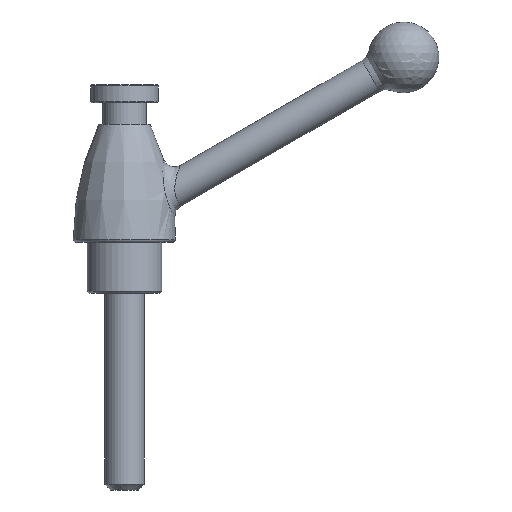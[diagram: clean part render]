
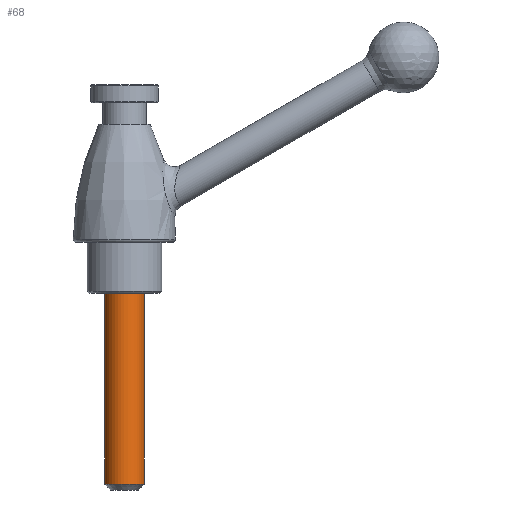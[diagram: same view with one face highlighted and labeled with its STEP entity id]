
A CAD part, front view. The second image highlights one B-rep face of the part: STEP entity #68.
In plain terms, the highlighted cylindrical face has radius 5 mm (diameter 10 mm), a full revolution.
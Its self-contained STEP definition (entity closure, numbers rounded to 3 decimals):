
#68 = ADVANCED_FACE( '', ( #157, #158 ), #159, .T. );
#157 = FACE_OUTER_BOUND( '', #274, .T. );
#158 = FACE_OUTER_BOUND( '', #275, .T. );
#159 = CYLINDRICAL_SURFACE( '', #276, 5. );
#274 = EDGE_LOOP( '', ( #1905 ) );
#275 = EDGE_LOOP( '', ( #1906 ) );
#276 = AXIS2_PLACEMENT_3D( '', #1907, #1908, #1909 );
#1905 = ORIENTED_EDGE( '', *, *, #2036, .T. );
#1906 = ORIENTED_EDGE( '', *, *, #2037, .T. );
#1907 = CARTESIAN_POINT( '', ( 0., 0., -50. ) );
#1908 = DIRECTION( '', ( 0., 0., -1. ) );
#1909 = DIRECTION( '', ( 1., 0., 0. ) );
#2036 = EDGE_CURVE( '', #2105, #2105, #2106, .F. );
#2037 = EDGE_CURVE( '', #2107, #2107, #2108, .F. );
#2105 = VERTEX_POINT( '', #2187 );
#2106 = CIRCLE( '', #2188, 5. );
#2107 = VERTEX_POINT( '', #2189 );
#2108 = CIRCLE( '', #2190, 5. );
#2187 = CARTESIAN_POINT( '', ( -5., 0., -48.5 ) );
#2188 = AXIS2_PLACEMENT_3D( '', #3159, #3160, #3161 );
#2189 = CARTESIAN_POINT( '', ( 5., 0., 0. ) );
#2190 = AXIS2_PLACEMENT_3D( '', #3162, #3163, #3164 );
#3159 = CARTESIAN_POINT( '', ( 0., 0., -48.5 ) );
#3160 = DIRECTION( '', ( 0., 0., -1. ) );
#3161 = DIRECTION( '', ( -1., 0., 0. ) );
#3162 = CARTESIAN_POINT( '', ( 0., 0., 0. ) );
#3163 = DIRECTION( '', ( 0., 0., 1. ) );
#3164 = DIRECTION( '', ( 1., 0., 0. ) );
